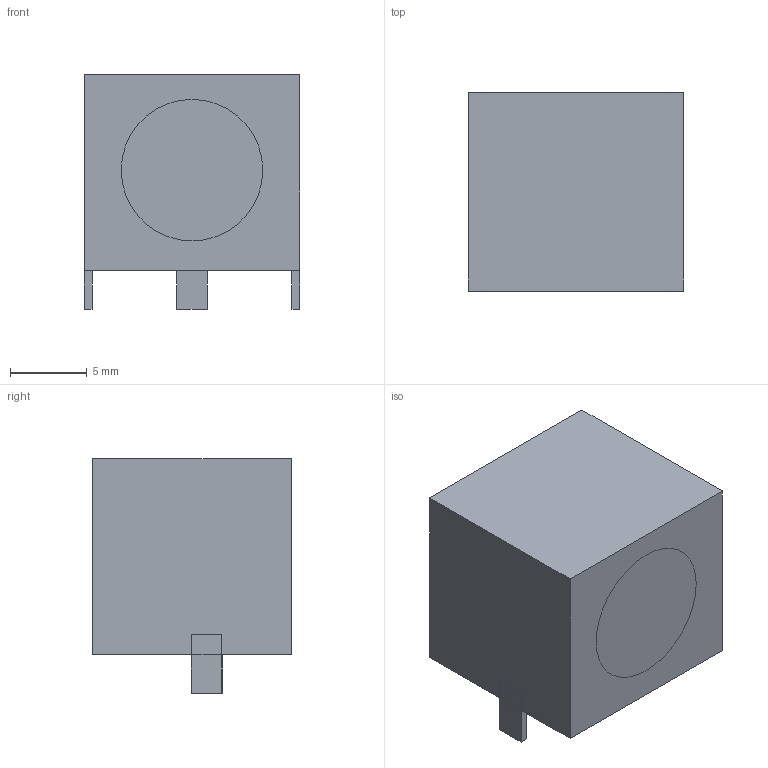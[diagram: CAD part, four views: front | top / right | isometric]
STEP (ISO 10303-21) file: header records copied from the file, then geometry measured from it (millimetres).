
FILE_DESCRIPTION(('FreeCAD Model'),'2;1');
FILE_NAME('MDJ-00x.step','2021-01-01T13:56:34', ('Author'),(''),'Open CASCADE STEP processor 7.3','FreeCAD','Unknown' );
FILE_SCHEMA(('AUTOMOTIVE_DESIGN { 1 0 10303 214 1 1 1 1 }'));
Length unit declared in the file: millimetre
Products named in the file (5): Cylinder; Cube; Pin; Pin002; Pin001
Bounding box: 14 x 12.9 x 15.24 mm (x, y, z)
Volume: 2473.9 mm3; surface area: 1313.8 mm2
Topology: 5 solids, 5 shells, 27 faces, 51 edges, 34 vertices
Faces by surface type: plane 26, cylinder 1
Full cylindrical faces by diameter (mm): 9.2 x1
Entity records: 1424 total; most frequent: CARTESIAN_POINT 215, DIRECTION 211, LINE 149, VECTOR 149, ORIENTED_EDGE 102, PCURVE 102, DEFINITIONAL_REPRESENTATION 102, EDGE_CURVE 51
